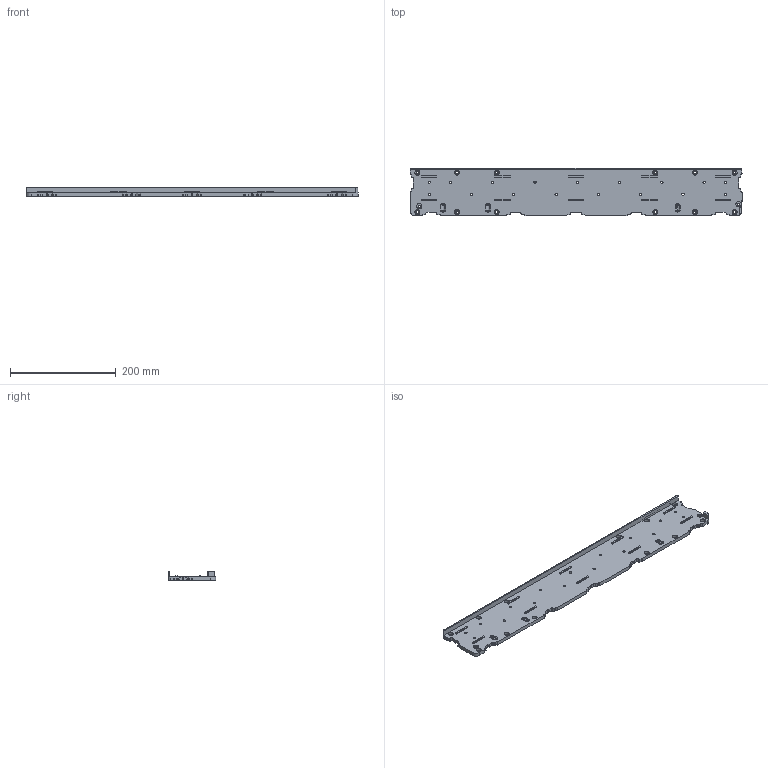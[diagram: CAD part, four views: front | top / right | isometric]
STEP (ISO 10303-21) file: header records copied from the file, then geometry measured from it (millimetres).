
FILE_DESCRIPTION (( 'STEP AP203' ), '1' );
FILE_NAME ('SA090-1102-31_Stowage_C.STEP', '2022-02-17T17:11:42', ( '' ), ( '' ), 'SwSTEP 2.0', 'SolidWorks 2018', '' );
FILE_SCHEMA (( 'CONFIG_CONTROL_DESIGN' ));
Length unit declared in the file: millimetre
Products named in the file (1): SA090-1102-31_Stowage_C
Bounding box: 628 x 90 x 17 mm (x, y, z)
Volume: 227639.4 mm3; surface area: 165119.6 mm2
Topology: 1 solids, 1 shells, 671 faces, 1801 edges, 1175 vertices
Faces by surface type: cylinder 363, plane 255, bspline 27, cone 14, torus 12
Entity records: 21987 total; most frequent: CARTESIAN_POINT 4579, DIRECTION 3752, ORIENTED_EDGE 3574, EDGE_CURVE 1787, AXIS2_PLACEMENT_3D 1380, VERTEX_POINT 1175, LINE 992, VECTOR 992
